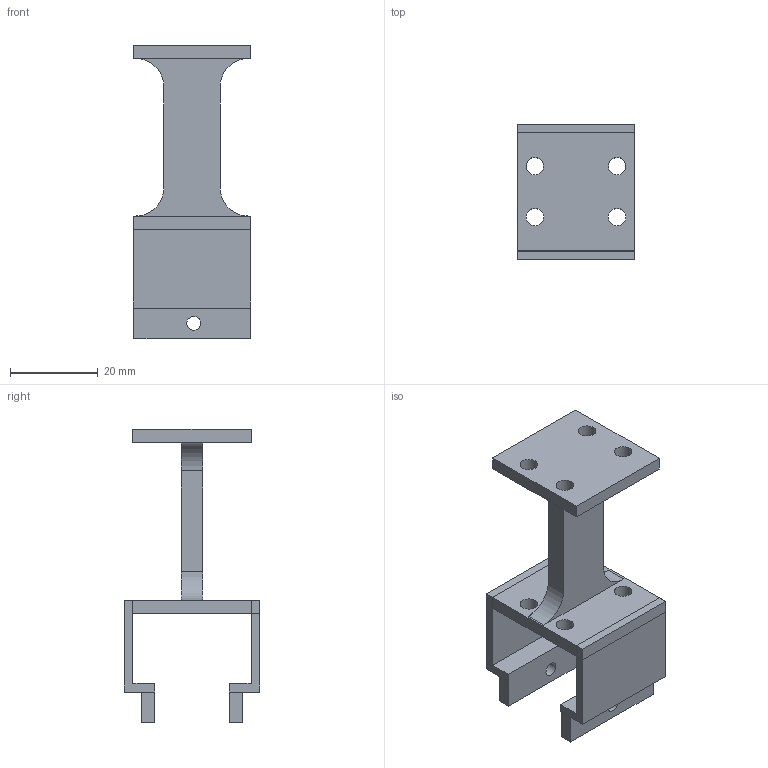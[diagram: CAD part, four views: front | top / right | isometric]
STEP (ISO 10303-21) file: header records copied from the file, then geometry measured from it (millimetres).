
FILE_DESCRIPTION(/* description */ (''),/* implementation_level */ '2;1');
FILE_NAME(/* name */ '0a3eb08b-3d9a-468d-ac44-082c4d03528d.stp',/* time_stamp */ '2024-07-31T10:02:18Z',/* author */ (''),/* organization */ (''),/* preprocessor_version */ 'ST-DEVELOPER v20',/* originating_system */ 'Autodesk Translation Framework v13.14.0.145',/* authorisation */ '');
FILE_SCHEMA (('AUTOMOTIVE_DESIGN { 1 0 10303 214 3 1 1 }'));
Length unit declared in the file: millimetre
Products named in the file (1): gt2_clamp_to_man
Bounding box: 26.8 x 31 x 67 mm (x, y, z)
Volume: 10544.8 mm3; surface area: 8998.3 mm2
Topology: 3 solids, 3 shells, 52 faces, 132 edges, 88 vertices
Faces by surface type: plane 38, cylinder 14
Full cylindrical faces by diameter (mm): 3.2 x2, 4 x8
Entity records: 1635 total; most frequent: CARTESIAN_POINT 273, DIRECTION 266, ORIENTED_EDGE 264, EDGE_CURVE 132, LINE 104, VECTOR 104, VERTEX_POINT 88, AXIS2_PLACEMENT_3D 81
